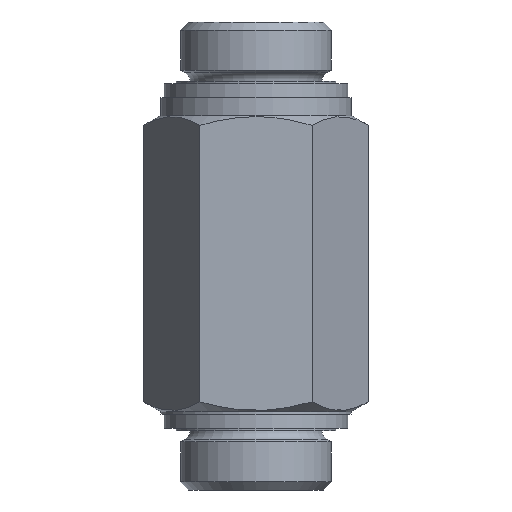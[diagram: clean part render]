
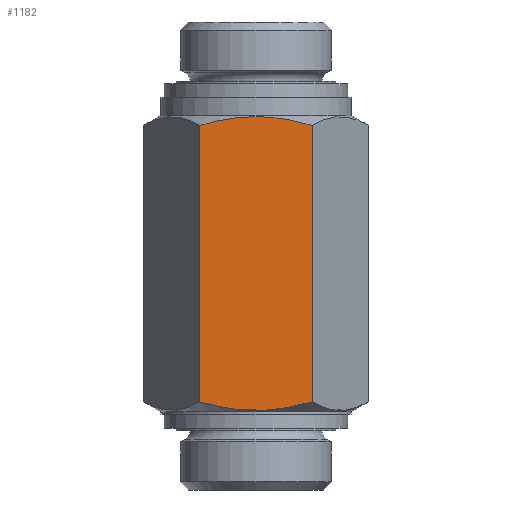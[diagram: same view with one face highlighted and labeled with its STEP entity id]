
A CAD part, left-side view. The second image highlights one B-rep face of the part: STEP entity #1182.
In plain terms, the highlighted planar face has unit normal (-1, 0, 0).
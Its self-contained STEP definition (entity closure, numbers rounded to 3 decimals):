
#24=PLANE('',#1263);
#51=B_SPLINE_CURVE_WITH_KNOTS('',3,(#1625,#1626,#1627,#1628,#1629,#1630,
#1631),.UNSPECIFIED.,.F.,.F.,(4,1,1,1,4),(0.017,0.021,
0.025,0.029,0.033),.UNSPECIFIED.);
#55=B_SPLINE_CURVE_WITH_KNOTS('',3,(#1687,#1688,#1689,#1690,#1691,#1692,
#1693),.UNSPECIFIED.,.F.,.F.,(4,1,1,1,4),(0.017,0.021,
0.025,0.029,0.033),.UNSPECIFIED.);
#168=ORIENTED_EDGE('',*,*,#351,.T.);
#169=ORIENTED_EDGE('',*,*,#365,.F.);
#170=ORIENTED_EDGE('',*,*,#366,.T.);
#171=ORIENTED_EDGE('',*,*,#367,.T.);
#351=EDGE_CURVE('',#454,#453,#51,.T.);
#365=EDGE_CURVE('',#467,#453,#519,.T.);
#366=EDGE_CURVE('',#467,#468,#55,.T.);
#367=EDGE_CURVE('',#468,#454,#520,.T.);
#453=VERTEX_POINT('',#1624);
#454=VERTEX_POINT('',#1632);
#467=VERTEX_POINT('',#1686);
#468=VERTEX_POINT('',#1694);
#519=LINE('',#1685,#555);
#520=LINE('',#1695,#556);
#555=VECTOR('',#1409,1000.);
#556=VECTOR('',#1410,1000.);
#604=EDGE_LOOP('',(#168,#169,#170,#171));
#692=FACE_BOUND('',#604,.T.);
#1182=ADVANCED_FACE('',(#692),#24,.T.);
#1263=AXIS2_PLACEMENT_3D('',#1684,#1407,#1408);
#1407=DIRECTION('',(-1.,0.,0.));
#1408=DIRECTION('',(0.,0.,1.));
#1409=DIRECTION('',(0.,0.,1.));
#1410=DIRECTION('',(0.,0.,1.));
#1624=CARTESIAN_POINT('',(-13.5,7.794,-1.35));
#1625=CARTESIAN_POINT('',(-13.5,-7.794,-1.35));
#1626=CARTESIAN_POINT('',(-13.5,-6.525,-0.984));
#1627=CARTESIAN_POINT('',(-13.5,-3.969,-0.377));
#1628=CARTESIAN_POINT('',(-13.5,-0.003,-0.028));
#1629=CARTESIAN_POINT('',(-13.5,3.972,-0.377));
#1630=CARTESIAN_POINT('',(-13.5,6.526,-0.984));
#1631=CARTESIAN_POINT('',(-13.5,7.794,-1.35));
#1632=CARTESIAN_POINT('',(-13.5,-7.794,-1.35));
#1684=CARTESIAN_POINT('',(-13.5,7.794,-44.));
#1685=CARTESIAN_POINT('',(-13.5,7.794,-44.));
#1686=CARTESIAN_POINT('',(-13.5,7.794,-39.75));
#1687=CARTESIAN_POINT('',(-13.5,7.794,-39.75));
#1688=CARTESIAN_POINT('',(-13.5,6.525,-40.116));
#1689=CARTESIAN_POINT('',(-13.5,3.969,-40.723));
#1690=CARTESIAN_POINT('',(-13.5,0.003,-41.072));
#1691=CARTESIAN_POINT('',(-13.5,-3.972,-40.723));
#1692=CARTESIAN_POINT('',(-13.5,-6.526,-40.116));
#1693=CARTESIAN_POINT('',(-13.5,-7.794,-39.75));
#1694=CARTESIAN_POINT('',(-13.5,-7.794,-39.75));
#1695=CARTESIAN_POINT('',(-13.5,-7.794,-44.));
